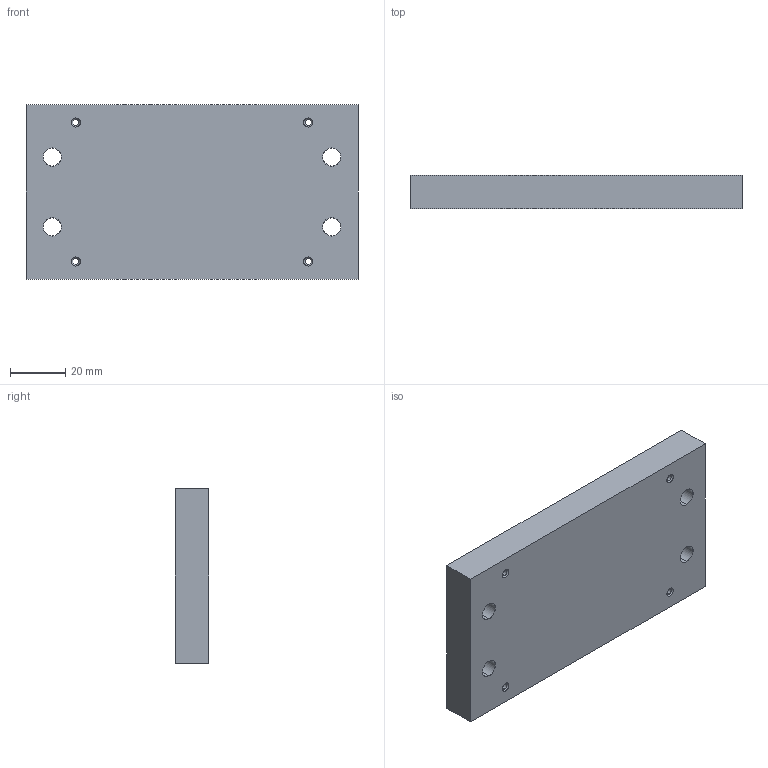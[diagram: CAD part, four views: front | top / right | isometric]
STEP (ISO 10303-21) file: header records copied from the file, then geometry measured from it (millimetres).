
FILE_DESCRIPTION (( 'STEP AP214' ), '1' );
FILE_NAME ('LXM-U Holder STEP.STEP', '2025-01-28T21:52:10', ( '' ), ( '' ), 'SwSTEP 2.0', 'SolidWorks 2023', '' );
FILE_SCHEMA (( 'AUTOMOTIVE_DESIGN' ));
Length unit declared in the file: inch
Products named in the file (1): LXM-U Holder STEP
Bounding box: 120.65 x 12.19 x 63.5 mm (x, y, z)
Volume: 88916.5 mm3; surface area: 21383 mm2
Topology: 1 solids, 1 shells, 66 faces, 148 edges, 88 vertices
Faces by surface type: cone 32, cylinder 24, plane 10
Entity records: 1895 total; most frequent: DIRECTION 362, CARTESIAN_POINT 303, ORIENTED_EDGE 296, EDGE_CURVE 148, AXIS2_PLACEMENT_3D 147, VERTEX_POINT 88, EDGE_LOOP 86, CIRCLE 80
